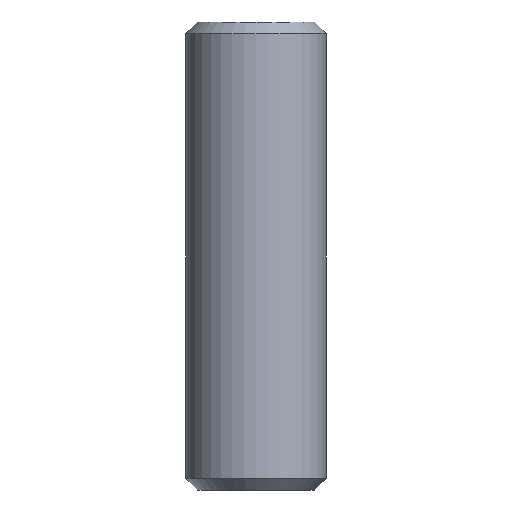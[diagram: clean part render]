
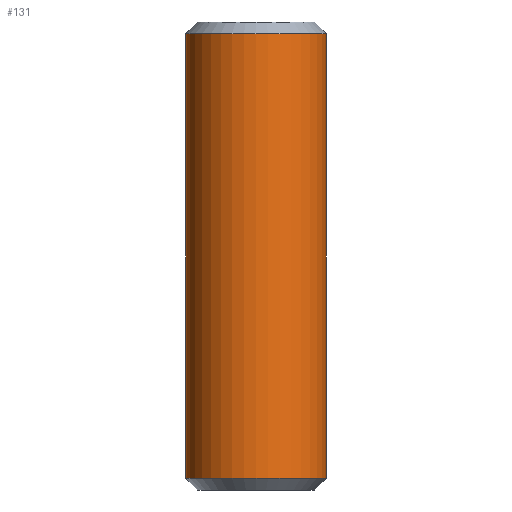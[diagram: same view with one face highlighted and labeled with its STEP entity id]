
A CAD part, front view. The second image highlights one B-rep face of the part: STEP entity #131.
In plain terms, the highlighted cylindrical face has radius 6 mm (diameter 12 mm), a partial arc.
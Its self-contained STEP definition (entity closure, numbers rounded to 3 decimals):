
#1 = AXIS2_PLACEMENT_3D ( 'NONE', #142, #55, #318 ) ;
#13 = VERTEX_POINT ( 'NONE', #292 ) ;
#41 = CARTESIAN_POINT ( 'NONE',  ( 0., 0., 40. ) ) ;
#46 = DIRECTION ( 'NONE',  ( 0., 0., -1. ) ) ;
#55 = DIRECTION ( 'NONE',  ( 0., 0., -1. ) ) ;
#74 = LINE ( 'NONE', #160, #364 ) ;
#76 = EDGE_CURVE ( 'NONE', #13, #236, #394, .T. ) ;
#95 = CYLINDRICAL_SURFACE ( 'NONE', #282, 6. ) ;
#97 = AXIS2_PLACEMENT_3D ( 'NONE', #475, #174, #284 ) ;
#102 = FACE_OUTER_BOUND ( 'NONE', #470, .T. ) ;
#115 = CARTESIAN_POINT ( 'NONE',  ( -6., 0., 1. ) ) ;
#131 = ADVANCED_FACE ( 'NONE', ( #102 ), #95, .T. ) ;
#142 = CARTESIAN_POINT ( 'NONE',  ( 0., 0., 39. ) ) ;
#160 = CARTESIAN_POINT ( 'NONE',  ( 6., 0., 40. ) ) ;
#167 = VERTEX_POINT ( 'NONE', #115 ) ;
#171 = EDGE_CURVE ( 'NONE', #13, #406, #74, .T. ) ;
#174 = DIRECTION ( 'NONE',  ( 0., 0., 1. ) ) ;
#208 = ORIENTED_EDGE ( 'NONE', *, *, #287, .T. ) ;
#224 = VECTOR ( 'NONE', #380, 1000. ) ;
#234 = CARTESIAN_POINT ( 'NONE',  ( -6., 0., 40. ) ) ;
#236 = VERTEX_POINT ( 'NONE', #310 ) ;
#259 = ORIENTED_EDGE ( 'NONE', *, *, #76, .T. ) ;
#263 = ORIENTED_EDGE ( 'NONE', *, *, #338, .T. ) ;
#275 = DIRECTION ( 'NONE',  ( 0., 0., -1. ) ) ;
#282 = AXIS2_PLACEMENT_3D ( 'NONE', #41, #275, #341 ) ;
#284 = DIRECTION ( 'NONE',  ( 1., 0., 0. ) ) ;
#287 = EDGE_CURVE ( 'NONE', #236, #167, #454, .T. ) ;
#292 = CARTESIAN_POINT ( 'NONE',  ( 6., 0., 39. ) ) ;
#310 = CARTESIAN_POINT ( 'NONE',  ( -6., 0., 39. ) ) ;
#315 = ORIENTED_EDGE ( 'NONE', *, *, #171, .F. ) ;
#318 = DIRECTION ( 'NONE',  ( 1., 0., 0. ) ) ;
#338 = EDGE_CURVE ( 'NONE', #167, #406, #482, .T. ) ;
#341 = DIRECTION ( 'NONE',  ( -1., 0., 0. ) ) ;
#362 = CARTESIAN_POINT ( 'NONE',  ( 6., 0., 1. ) ) ;
#364 = VECTOR ( 'NONE', #46, 1000. ) ;
#380 = DIRECTION ( 'NONE',  ( 0., 0., -1. ) ) ;
#394 = CIRCLE ( 'NONE', #1, 6. ) ;
#406 = VERTEX_POINT ( 'NONE', #362 ) ;
#454 = LINE ( 'NONE', #234, #224 ) ;
#470 = EDGE_LOOP ( 'NONE', ( #315, #259, #208, #263 ) ) ;
#475 = CARTESIAN_POINT ( 'NONE',  ( 0., 0., 1. ) ) ;
#482 = CIRCLE ( 'NONE', #97, 6. ) ;
